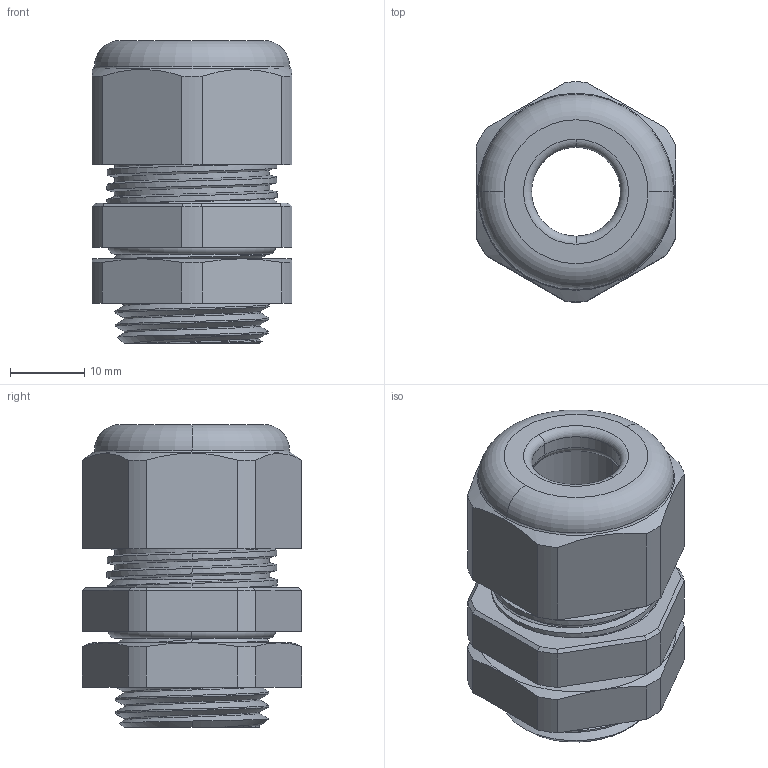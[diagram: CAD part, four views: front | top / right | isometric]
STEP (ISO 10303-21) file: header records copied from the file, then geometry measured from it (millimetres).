
FILE_DESCRIPTION (( 'STEP AP203' ), '1' );
FILE_NAME ('69915K57_Plastic Submersible Cord Grip.STEP', '2023-07-06T15:20:36', ( 'Administrator' ), ( 'Managed by Terraform' ), 'SwSTEP 2.0', 'SolidWorks 2017', '' );
FILE_SCHEMA (( 'CONFIG_CONTROL_DESIGN' ));
Length unit declared in the file: inch
Products named in the file (1): 69915K57_Plastic Submersible Cord Grip
Bounding box: 27 x 29.69 x 40.89 mm (x, y, z)
Volume: 14987.4 mm3; surface area: 12656.8 mm2
Topology: 5 solids, 5 shells, 168 faces, 418 edges, 263 vertices
Faces by surface type: cone 70, plane 37, cylinder 32, torus 20, bspline 9
Entity records: 15424 total; most frequent: CARTESIAN_POINT 11512, ORIENTED_EDGE 836, DIRECTION 748, EDGE_CURVE 418, AXIS2_PLACEMENT_3D 308, VERTEX_POINT 263, EDGE_LOOP 181, FACE_OUTER_BOUND 168
